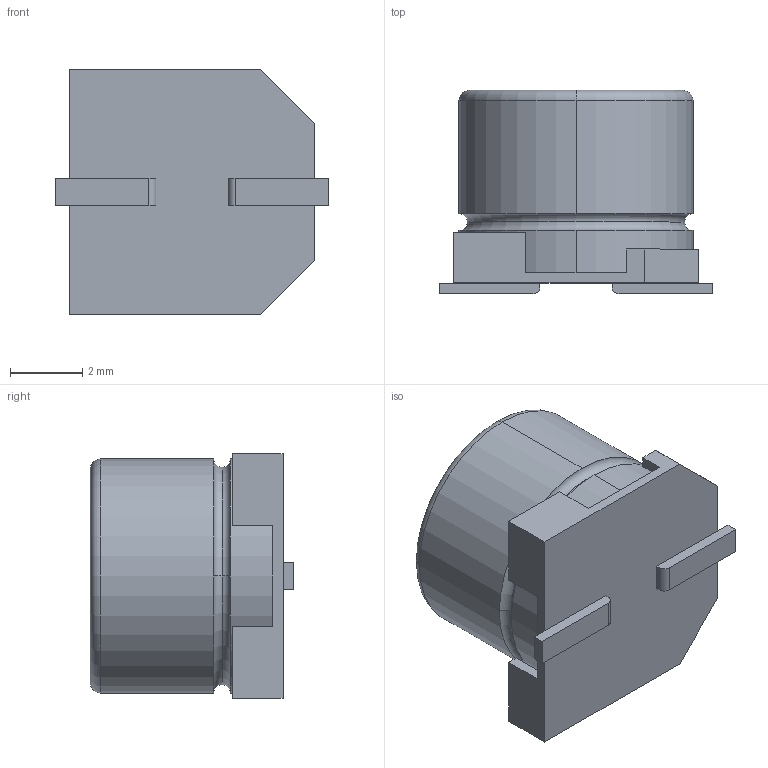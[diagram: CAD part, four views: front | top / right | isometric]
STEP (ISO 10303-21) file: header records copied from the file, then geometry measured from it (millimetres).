
FILE_DESCRIPTION (( 'STEP AP214' ), '1' );
FILE_NAME ('CAC_S_6.3X5.4_D6.8L5.65W0.75F0.3A6.8B6.8C7.8E2.80P2.00.STEP', '2018-02-16T17:12:51', ( '' ), ( '' ), 'SwSTEP 2.0', 'SolidWorks 2014', '' );
FILE_SCHEMA (( 'AUTOMOTIVE_DESIGN' ));
Length unit declared in the file: millimetre
Products named in the file (1): CAC_S_6.3X5.4_D6.8L5.65W0.75F0.3A6.8B6.8C7.8E2.80P2.00
Bounding box: 7.6 x 5.66 x 6.8 mm (x, y, z)
Volume: 186.3 mm3; surface area: 299.8 mm2
Topology: 5 solids, 5 shells, 78 faces, 193 edges, 126 vertices
Faces by surface type: plane 61, cylinder 11, torus 6
Entity records: 2942 total; most frequent: CARTESIAN_POINT 398, DIRECTION 387, ORIENTED_EDGE 386, EDGE_CURVE 193, VECTOR 157, LINE 157, VERTEX_POINT 126, AXIS2_PLACEMENT_3D 115
